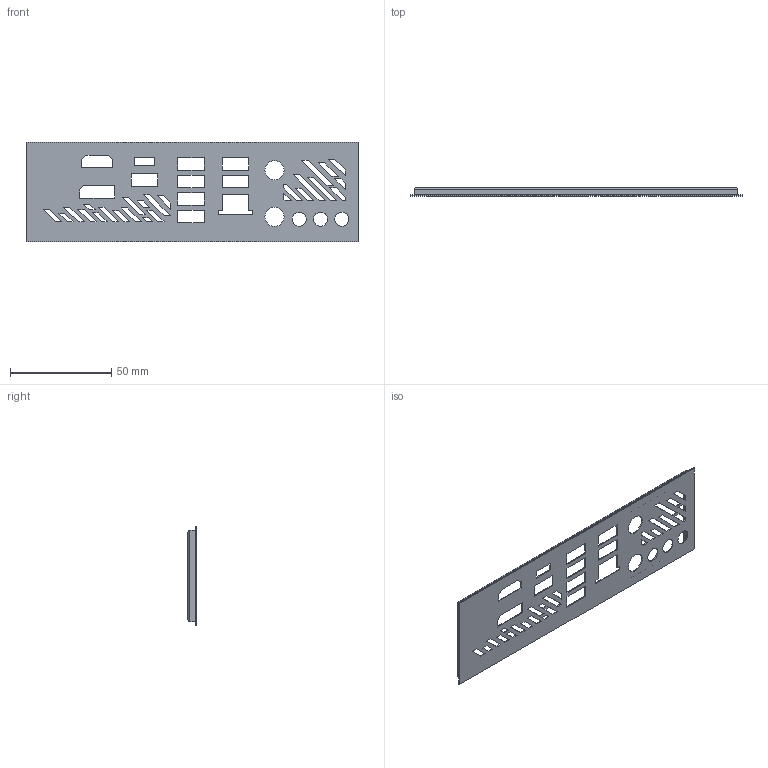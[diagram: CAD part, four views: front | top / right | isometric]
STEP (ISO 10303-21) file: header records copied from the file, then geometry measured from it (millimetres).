
FILE_DESCRIPTION (( 'STEP AP214' ), '1' );
FILE_NAME ('io_shield.STEP', '2020-12-26T23:50:10', ( '' ), ( '' ), 'SwSTEP 2.0', 'SolidWorks 2020', '' );
FILE_SCHEMA (( 'AUTOMOTIVE_DESIGN' ));
Length unit declared in the file: millimetre
Products named in the file (1): io_shield
Bounding box: 164 x 4 x 49 mm (x, y, z)
Volume: 6502.1 mm3; surface area: 15948.1 mm2
Topology: 1 solids, 1 shells, 188 faces, 546 edges, 361 vertices
Faces by surface type: plane 170, cylinder 18
Entity records: 6288 total; most frequent: CARTESIAN_POINT 1120, ORIENTED_EDGE 1092, DIRECTION 937, EDGE_CURVE 546, VECTOR 517, LINE 517, VERTEX_POINT 361, EDGE_LOOP 271
